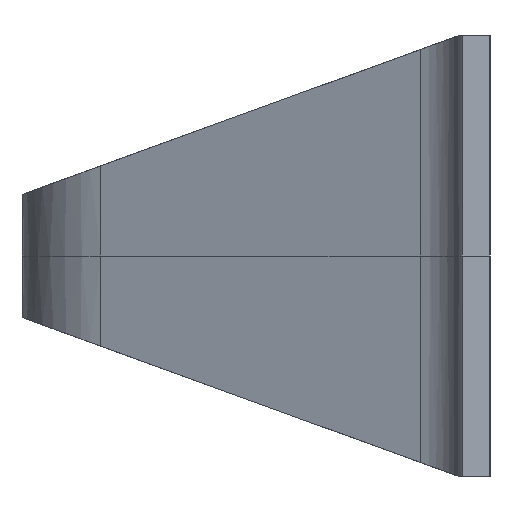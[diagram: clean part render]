
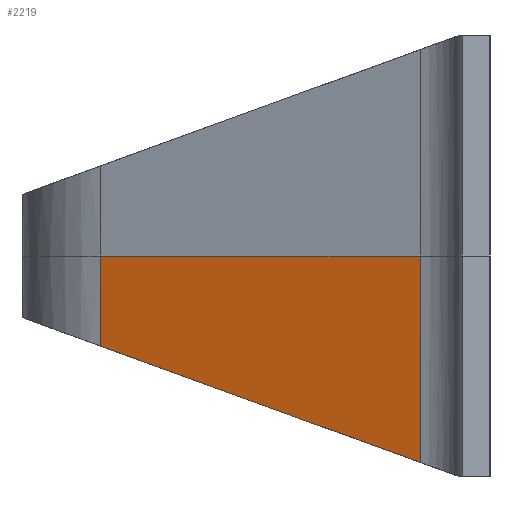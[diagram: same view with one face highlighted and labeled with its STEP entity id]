
A CAD part, left-side view. The second image highlights one B-rep face of the part: STEP entity #2219.
In plain terms, the highlighted planar face has unit normal (-0.94, 0.342, 0).
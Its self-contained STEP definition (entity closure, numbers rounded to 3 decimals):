
#76 = PLANE('',#77);
#77 = AXIS2_PLACEMENT_3D('',#78,#79,#80);
#78 = CARTESIAN_POINT('',(65.,12.055,3.756
    ));
#79 = DIRECTION('',(0.,-0.342,0.94)
  );
#80 = DIRECTION('',(0.,0.94,0.342));
#662 = VERTEX_POINT('',#663);
#663 = CARTESIAN_POINT('',(25.393,21.223,
    7.093));
#678 = CYLINDRICAL_SURFACE('',#679,6.5);
#679 = AXIS2_PLACEMENT_3D('',#680,#681,#682);
#680 = CARTESIAN_POINT('',(31.501,19.,0.));
#681 = DIRECTION('',(0.,0.,-1.));
#682 = DIRECTION('',(1.,0.,0.));
#696 = EDGE_CURVE('',#662,#697,#699,.T.);
#697 = VERTEX_POINT('',#698);
#698 = CARTESIAN_POINT('',(19.053,3.803,0.753)
  );
#699 = SURFACE_CURVE('',#700,(#704,#710),.PCURVE_S1.);
#700 = LINE('',#701,#702);
#701 = CARTESIAN_POINT('',(25.602,21.797,7.302
    ));
#702 = VECTOR('',#703,1.);
#703 = DIRECTION('',(-0.324,-0.889,-0.324));
#704 = PCURVE('',#76,#705);
#705 = DEFINITIONAL_REPRESENTATION('',(#706),#709);
#706 = B_SPLINE_CURVE_WITH_KNOTS('',1,(#707,#708),.UNSPECIFIED.,.F.,.F.,
  (2,2),(-1.314,22.197),.PIECEWISE_BEZIER_KNOTS.);
#707 = CARTESIAN_POINT('',(11.611,38.973));
#708 = CARTESIAN_POINT('',(-10.635,46.581));
#709 = ( GEOMETRIC_REPRESENTATION_CONTEXT(2) 
PARAMETRIC_REPRESENTATION_CONTEXT() REPRESENTATION_CONTEXT('2D SPACE',''
  ) );
#710 = PCURVE('',#711,#716);
#711 = PLANE('',#712);
#712 = AXIS2_PLACEMENT_3D('',#713,#714,#715);
#713 = CARTESIAN_POINT('',(25.393,21.223,0.));
#714 = DIRECTION('',(0.94,-0.342,0.));
#715 = DIRECTION('',(-0.342,-0.94,0.));
#716 = DEFINITIONAL_REPRESENTATION('',(#717),#720);
#717 = B_SPLINE_CURVE_WITH_KNOTS('',1,(#718,#719),.UNSPECIFIED.,.F.,.F.,
  (2,2),(-1.314,22.197),.PIECEWISE_BEZIER_KNOTS.);
#718 = CARTESIAN_POINT('',(-1.854,-7.727));
#719 = CARTESIAN_POINT('',(20.392,-0.119));
#720 = ( GEOMETRIC_REPRESENTATION_CONTEXT(2) 
PARAMETRIC_REPRESENTATION_CONTEXT() REPRESENTATION_CONTEXT('2D SPACE',''
  ) );
#739 = CYLINDRICAL_SURFACE('',#740,3.5);
#740 = AXIS2_PLACEMENT_3D('',#741,#742,#743);
#741 = CARTESIAN_POINT('',(15.764,5.,0.));
#742 = DIRECTION('',(0.,0.,-1.));
#743 = DIRECTION('',(1.,0.,0.));
#2170 = VERTEX_POINT('',#2171);
#2171 = CARTESIAN_POINT('',(19.053,3.803,12.));
#2198 = EDGE_CURVE('',#697,#2170,#2199,.T.);
#2199 = SURFACE_CURVE('',#2200,(#2204,#2211),.PCURVE_S1.);
#2200 = LINE('',#2201,#2202);
#2201 = CARTESIAN_POINT('',(19.053,3.803,0.));
#2202 = VECTOR('',#2203,1.);
#2203 = DIRECTION('',(0.,0.,1.));
#2204 = PCURVE('',#739,#2205);
#2205 = DEFINITIONAL_REPRESENTATION('',(#2206),#2210);
#2206 = LINE('',#2207,#2208);
#2207 = CARTESIAN_POINT('',(-5.934,0.));
#2208 = VECTOR('',#2209,1.);
#2209 = DIRECTION('',(0.,-1.));
#2210 = ( GEOMETRIC_REPRESENTATION_CONTEXT(2) 
PARAMETRIC_REPRESENTATION_CONTEXT() REPRESENTATION_CONTEXT('2D SPACE',''
  ) );
#2211 = PCURVE('',#711,#2212);
#2212 = DEFINITIONAL_REPRESENTATION('',(#2213),#2217);
#2213 = LINE('',#2214,#2215);
#2214 = CARTESIAN_POINT('',(18.538,0.));
#2215 = VECTOR('',#2216,1.);
#2216 = DIRECTION('',(0.,-1.));
#2217 = ( GEOMETRIC_REPRESENTATION_CONTEXT(2) 
PARAMETRIC_REPRESENTATION_CONTEXT() REPRESENTATION_CONTEXT('2D SPACE',''
  ) );
#2219 = ADVANCED_FACE('',(#2220),#711,.F.);
#2220 = FACE_BOUND('',#2221,.F.);
#2221 = EDGE_LOOP('',(#2222,#2223,#2246,#2272));
#2222 = ORIENTED_EDGE('',*,*,#696,.F.);
#2223 = ORIENTED_EDGE('',*,*,#2224,.T.);
#2224 = EDGE_CURVE('',#662,#2225,#2227,.T.);
#2225 = VERTEX_POINT('',#2226);
#2226 = CARTESIAN_POINT('',(25.393,21.223,12.));
#2227 = SURFACE_CURVE('',#2228,(#2232,#2239),.PCURVE_S1.);
#2228 = LINE('',#2229,#2230);
#2229 = CARTESIAN_POINT('',(25.393,21.223,0.));
#2230 = VECTOR('',#2231,1.);
#2231 = DIRECTION('',(0.,0.,1.));
#2232 = PCURVE('',#711,#2233);
#2233 = DEFINITIONAL_REPRESENTATION('',(#2234),#2238);
#2234 = LINE('',#2235,#2236);
#2235 = CARTESIAN_POINT('',(0.,0.));
#2236 = VECTOR('',#2237,1.);
#2237 = DIRECTION('',(0.,-1.));
#2238 = ( GEOMETRIC_REPRESENTATION_CONTEXT(2) 
PARAMETRIC_REPRESENTATION_CONTEXT() REPRESENTATION_CONTEXT('2D SPACE',''
  ) );
#2239 = PCURVE('',#678,#2240);
#2240 = DEFINITIONAL_REPRESENTATION('',(#2241),#2245);
#2241 = LINE('',#2242,#2243);
#2242 = CARTESIAN_POINT('',(-2.793,0.));
#2243 = VECTOR('',#2244,1.);
#2244 = DIRECTION('',(0.,-1.));
#2245 = ( GEOMETRIC_REPRESENTATION_CONTEXT(2) 
PARAMETRIC_REPRESENTATION_CONTEXT() REPRESENTATION_CONTEXT('2D SPACE',''
  ) );
#2246 = ORIENTED_EDGE('',*,*,#2247,.T.);
#2247 = EDGE_CURVE('',#2225,#2170,#2248,.T.);
#2248 = SURFACE_CURVE('',#2249,(#2253,#2260),.PCURVE_S1.);
#2249 = LINE('',#2250,#2251);
#2250 = CARTESIAN_POINT('',(25.393,21.223,12.));
#2251 = VECTOR('',#2252,1.);
#2252 = DIRECTION('',(-0.342,-0.94,0.));
#2253 = PCURVE('',#711,#2254);
#2254 = DEFINITIONAL_REPRESENTATION('',(#2255),#2259);
#2255 = LINE('',#2256,#2257);
#2256 = CARTESIAN_POINT('',(0.,-12.));
#2257 = VECTOR('',#2258,1.);
#2258 = DIRECTION('',(1.,0.));
#2259 = ( GEOMETRIC_REPRESENTATION_CONTEXT(2) 
PARAMETRIC_REPRESENTATION_CONTEXT() REPRESENTATION_CONTEXT('2D SPACE',''
  ) );
#2260 = PCURVE('',#2261,#2266);
#2261 = PLANE('',#2262);
#2262 = AXIS2_PLACEMENT_3D('',#2263,#2264,#2265);
#2263 = CARTESIAN_POINT('',(25.393,21.223,24.));
#2264 = DIRECTION('',(0.94,-0.342,0.));
#2265 = DIRECTION('',(0.342,0.94,0.));
#2266 = DEFINITIONAL_REPRESENTATION('',(#2267),#2271);
#2267 = LINE('',#2268,#2269);
#2268 = CARTESIAN_POINT('',(0.,-12.));
#2269 = VECTOR('',#2270,1.);
#2270 = DIRECTION('',(-1.,0.));
#2271 = ( GEOMETRIC_REPRESENTATION_CONTEXT(2) 
PARAMETRIC_REPRESENTATION_CONTEXT() REPRESENTATION_CONTEXT('2D SPACE',''
  ) );
#2272 = ORIENTED_EDGE('',*,*,#2198,.F.);
